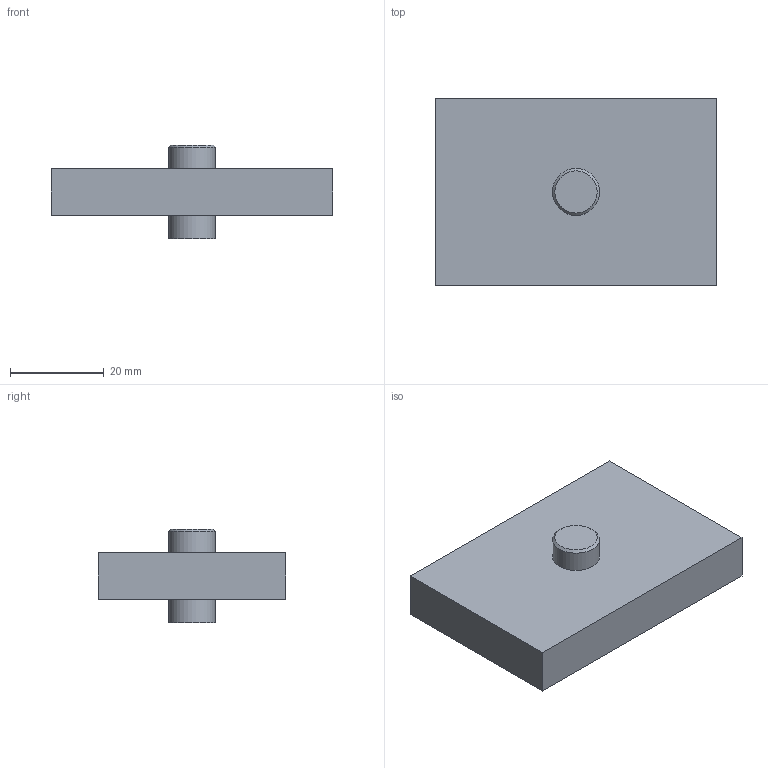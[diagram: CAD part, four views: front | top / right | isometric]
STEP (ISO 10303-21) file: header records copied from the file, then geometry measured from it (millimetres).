
FILE_DESCRIPTION(('Open CASCADE Model'),'2;1');
FILE_NAME('Open CASCADE Shape Model','2025-05-05T23:22:35',('Author'),( 'Open CASCADE'),'Open CASCADE STEP processor 7.8','Open CASCADE 7.8' ,'Unknown');
FILE_SCHEMA(('AUTOMOTIVE_DESIGN { 1 0 10303 214 1 1 1 1 }'));
Length unit declared in the file: millimetre
Products named in the file (3): Open CASCADE STEP translator 7.8 4; Open CASCADE STEP translator 7.8 4.1; Open CASCADE STEP translator 7.8 4.2
Assembly tree (2 placements, depth 2):
  Open CASCADE STEP translator 7.8 4
    Open CASCADE STEP translator 7.8 4.1
    Open CASCADE STEP translator 7.8 4.2
Bounding box: 60 x 40 x 20 mm (x, y, z)
Volume: 24781.6 mm3; surface area: 7733 mm2
Topology: 2 solids, 2 shells, 11 faces, 20 edges, 13 vertices
Faces by surface type: plane 8, cylinder 2, cone 1
Full cylindrical faces by diameter (mm): 10 x2
Entity records: 583 total; most frequent: CARTESIAN_POINT 101, DIRECTION 89, LINE 49, VECTOR 49, ORIENTED_EDGE 40, PCURVE 40, DEFINITIONAL_REPRESENTATION 40, EDGE_CURVE 20
